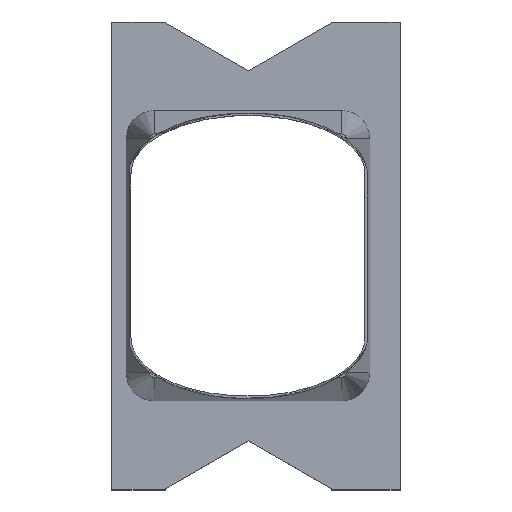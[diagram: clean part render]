
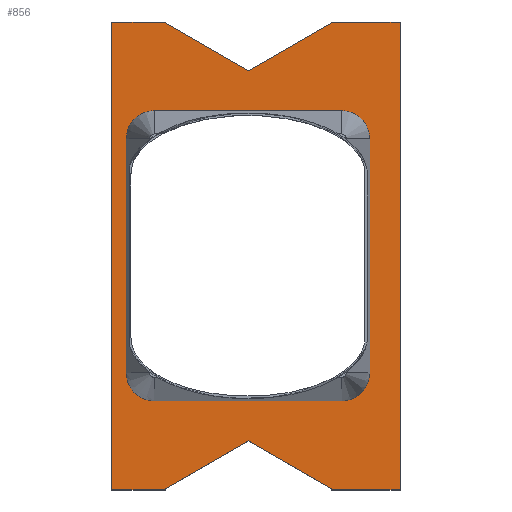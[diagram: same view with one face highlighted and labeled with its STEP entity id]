
A CAD part, top view. The second image highlights one B-rep face of the part: STEP entity #856.
In plain terms, the highlighted planar face has unit normal (0, 0, 1).
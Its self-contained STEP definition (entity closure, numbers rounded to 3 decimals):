
#21=FACE_BOUND('',#149,.T.);
#57=PLANE('',#927);
#101=FACE_OUTER_BOUND('',#148,.T.);
#148=EDGE_LOOP('',(#696,#697,#698,#699,#700,#701,#702,#703,#704,#705,#706,
#707,#708,#709,#710,#711));
#149=EDGE_LOOP('',(#712,#713,#714,#715,#716,#717,#718,#719));
#182=CIRCLE('',#911,1.2);
#183=CIRCLE('',#914,1.2);
#184=CIRCLE('',#922,1.2);
#185=CIRCLE('',#925,1.2);
#186=CIRCLE('',#928,8.5);
#211=LINE('',#1325,#305);
#215=LINE('',#1334,#309);
#224=LINE('',#1451,#318);
#227=LINE('',#1459,#321);
#228=LINE('',#1466,#322);
#229=LINE('',#1470,#323);
#230=LINE('',#1472,#324);
#231=LINE('',#1474,#325);
#232=LINE('',#1476,#326);
#233=LINE('',#1478,#327);
#234=LINE('',#1480,#328);
#235=LINE('',#1482,#329);
#236=LINE('',#1484,#330);
#237=LINE('',#1486,#331);
#238=LINE('',#1488,#332);
#239=LINE('',#1490,#333);
#240=LINE('',#1492,#334);
#241=LINE('',#1494,#335);
#242=LINE('',#1495,#336);
#305=VECTOR('',#1013,10.);
#309=VECTOR('',#1023,10.);
#318=VECTOR('',#1048,10.);
#321=VECTOR('',#1057,10.);
#322=VECTOR('',#1066,10.);
#323=VECTOR('',#1069,10.);
#324=VECTOR('',#1070,10.);
#325=VECTOR('',#1071,10.);
#326=VECTOR('',#1072,10.);
#327=VECTOR('',#1073,10.);
#328=VECTOR('',#1074,10.);
#329=VECTOR('',#1075,10.);
#330=VECTOR('',#1076,10.);
#331=VECTOR('',#1077,10.);
#332=VECTOR('',#1078,10.);
#333=VECTOR('',#1079,10.);
#334=VECTOR('',#1080,10.);
#335=VECTOR('',#1081,10.);
#336=VECTOR('',#1082,10.);
#404=VERTEX_POINT('',#1322);
#405=VERTEX_POINT('',#1324);
#406=VERTEX_POINT('',#1328);
#407=VERTEX_POINT('',#1332);
#408=VERTEX_POINT('',#1336);
#413=VERTEX_POINT('',#1449);
#414=VERTEX_POINT('',#1453);
#415=VERTEX_POINT('',#1457);
#416=VERTEX_POINT('',#1464);
#417=VERTEX_POINT('',#1465);
#418=VERTEX_POINT('',#1467);
#419=VERTEX_POINT('',#1469);
#420=VERTEX_POINT('',#1471);
#421=VERTEX_POINT('',#1473);
#422=VERTEX_POINT('',#1475);
#423=VERTEX_POINT('',#1477);
#424=VERTEX_POINT('',#1479);
#425=VERTEX_POINT('',#1481);
#426=VERTEX_POINT('',#1483);
#427=VERTEX_POINT('',#1485);
#428=VERTEX_POINT('',#1487);
#429=VERTEX_POINT('',#1489);
#430=VERTEX_POINT('',#1491);
#431=VERTEX_POINT('',#1493);
#493=EDGE_CURVE('',#405,#404,#211,.T.);
#496=EDGE_CURVE('',#404,#406,#182,.T.);
#498=EDGE_CURVE('',#406,#407,#215,.T.);
#500=EDGE_CURVE('',#407,#408,#183,.T.);
#514=EDGE_CURVE('',#408,#413,#224,.T.);
#516=EDGE_CURVE('',#413,#414,#184,.T.);
#518=EDGE_CURVE('',#414,#415,#227,.T.);
#519=EDGE_CURVE('',#415,#405,#185,.T.);
#520=EDGE_CURVE('',#416,#417,#228,.T.);
#521=EDGE_CURVE('',#416,#418,#186,.T.);
#522=EDGE_CURVE('',#419,#418,#229,.T.);
#523=EDGE_CURVE('',#420,#419,#230,.T.);
#524=EDGE_CURVE('',#421,#420,#231,.T.);
#525=EDGE_CURVE('',#422,#421,#232,.T.);
#526=EDGE_CURVE('',#423,#422,#233,.T.);
#527=EDGE_CURVE('',#424,#423,#234,.T.);
#528=EDGE_CURVE('',#425,#424,#235,.T.);
#529=EDGE_CURVE('',#426,#425,#236,.T.);
#530=EDGE_CURVE('',#427,#426,#237,.T.);
#531=EDGE_CURVE('',#428,#427,#238,.T.);
#532=EDGE_CURVE('',#429,#428,#239,.T.);
#533=EDGE_CURVE('',#430,#429,#240,.T.);
#534=EDGE_CURVE('',#431,#430,#241,.T.);
#535=EDGE_CURVE('',#417,#431,#242,.T.);
#696=ORIENTED_EDGE('',*,*,#520,.F.);
#697=ORIENTED_EDGE('',*,*,#521,.T.);
#698=ORIENTED_EDGE('',*,*,#522,.F.);
#699=ORIENTED_EDGE('',*,*,#523,.F.);
#700=ORIENTED_EDGE('',*,*,#524,.F.);
#701=ORIENTED_EDGE('',*,*,#525,.F.);
#702=ORIENTED_EDGE('',*,*,#526,.F.);
#703=ORIENTED_EDGE('',*,*,#527,.F.);
#704=ORIENTED_EDGE('',*,*,#528,.F.);
#705=ORIENTED_EDGE('',*,*,#529,.F.);
#706=ORIENTED_EDGE('',*,*,#530,.F.);
#707=ORIENTED_EDGE('',*,*,#531,.F.);
#708=ORIENTED_EDGE('',*,*,#532,.F.);
#709=ORIENTED_EDGE('',*,*,#533,.F.);
#710=ORIENTED_EDGE('',*,*,#534,.F.);
#711=ORIENTED_EDGE('',*,*,#535,.F.);
#712=ORIENTED_EDGE('',*,*,#498,.T.);
#713=ORIENTED_EDGE('',*,*,#500,.T.);
#714=ORIENTED_EDGE('',*,*,#514,.T.);
#715=ORIENTED_EDGE('',*,*,#516,.T.);
#716=ORIENTED_EDGE('',*,*,#518,.T.);
#717=ORIENTED_EDGE('',*,*,#519,.T.);
#718=ORIENTED_EDGE('',*,*,#493,.T.);
#719=ORIENTED_EDGE('',*,*,#496,.T.);
#856=ADVANCED_FACE('',(#101,#21),#57,.F.);
#911=AXIS2_PLACEMENT_3D('',#1330,#1018,#1019);
#914=AXIS2_PLACEMENT_3D('',#1338,#1027,#1028);
#922=AXIS2_PLACEMENT_3D('',#1455,#1052,#1053);
#925=AXIS2_PLACEMENT_3D('',#1461,#1060,#1061);
#927=AXIS2_PLACEMENT_3D('',#1463,#1064,#1065);
#928=AXIS2_PLACEMENT_3D('',#1468,#1067,#1068);
#1013=DIRECTION('',(0.,1.,0.));
#1018=DIRECTION('center_axis',(0.,0.,-1.));
#1019=DIRECTION('ref_axis',(-1.,0.,0.));
#1023=DIRECTION('',(1.,0.,0.));
#1027=DIRECTION('center_axis',(0.,0.,-1.));
#1028=DIRECTION('ref_axis',(0.,1.,0.));
#1048=DIRECTION('',(0.,-1.,0.));
#1052=DIRECTION('center_axis',(0.,0.,-1.));
#1053=DIRECTION('ref_axis',(1.,0.,0.));
#1057=DIRECTION('',(-1.,0.,0.));
#1060=DIRECTION('center_axis',(0.,0.,-1.));
#1061=DIRECTION('ref_axis',(0.,-1.,0.));
#1064=DIRECTION('center_axis',(0.,0.,-1.));
#1065=DIRECTION('ref_axis',(1.,0.,0.));
#1066=DIRECTION('',(0.,1.,0.));
#1067=DIRECTION('center_axis',(0.,0.,-1.));
#1068=DIRECTION('ref_axis',(1.,0.004,0.));
#1069=DIRECTION('',(0.,1.,0.));
#1070=DIRECTION('',(-1.,0.,0.));
#1071=DIRECTION('',(0.,-1.,0.));
#1072=DIRECTION('',(-0.866,-0.5,0.));
#1073=DIRECTION('',(-0.866,0.5,0.));
#1074=DIRECTION('',(0.,1.,0.));
#1075=DIRECTION('',(-1.,0.,0.));
#1076=DIRECTION('',(0.,-1.,0.));
#1077=DIRECTION('',(1.,0.,0.));
#1078=DIRECTION('',(0.,1.,0.));
#1079=DIRECTION('',(0.866,0.5,0.));
#1080=DIRECTION('',(0.866,-0.5,0.));
#1081=DIRECTION('',(0.,-1.,0.));
#1082=DIRECTION('',(1.,0.,0.));
#1322=CARTESIAN_POINT('',(-5.2,5.,-29.55));
#1324=CARTESIAN_POINT('',(-5.2,-5.,-29.55));
#1325=CARTESIAN_POINT('',(-5.2,2.498,-29.55));
#1328=CARTESIAN_POINT('',(-4.,6.2,-29.55));
#1330=CARTESIAN_POINT('Origin',(-4.,5.,-29.55));
#1332=CARTESIAN_POINT('',(4.,6.2,-29.55));
#1334=CARTESIAN_POINT('',(2.172,6.2,-29.55));
#1336=CARTESIAN_POINT('',(5.2,5.,-29.55));
#1338=CARTESIAN_POINT('Origin',(4.,5.,-29.55));
#1449=CARTESIAN_POINT('',(5.2,-5.,-29.55));
#1451=CARTESIAN_POINT('',(5.2,-2.502,-29.55));
#1453=CARTESIAN_POINT('',(4.,-6.2,-29.55));
#1455=CARTESIAN_POINT('Origin',(4.,-5.,-29.55));
#1457=CARTESIAN_POINT('',(-4.,-6.2,-29.55));
#1459=CARTESIAN_POINT('',(-1.828,-6.2,-29.55));
#1461=CARTESIAN_POINT('Origin',(-4.,-5.,-29.55));
#1463=CARTESIAN_POINT('Origin',(0.343,-0.004,
-29.55));
#1464=CARTESIAN_POINT('',(-5.814,0.03,-29.55));
#1465=CARTESIAN_POINT('',(-5.814,9.992,-29.55));
#1466=CARTESIAN_POINT('',(-5.814,0.03,-29.55));
#1467=CARTESIAN_POINT('',(-5.814,-0.034,-29.55));
#1468=CARTESIAN_POINT('Origin',(-14.314,-0.002,
-29.55));
#1469=CARTESIAN_POINT('',(-5.814,-10.,-29.55));
#1470=CARTESIAN_POINT('',(-5.814,-10.,-29.55));
#1471=CARTESIAN_POINT('',(-3.538,-10.,-29.55));
#1472=CARTESIAN_POINT('',(-3.538,-10.,-29.55));
#1473=CARTESIAN_POINT('',(-3.538,-9.952,-29.55));
#1474=CARTESIAN_POINT('',(-3.538,-9.952,-29.55));
#1475=CARTESIAN_POINT('',(0.013,-7.902,-29.55));
#1476=CARTESIAN_POINT('',(0.013,-7.902,-29.55));
#1477=CARTESIAN_POINT('',(3.564,-9.952,-29.55));
#1478=CARTESIAN_POINT('',(3.564,-9.952,-29.55));
#1479=CARTESIAN_POINT('',(3.564,-10.,-29.55));
#1480=CARTESIAN_POINT('',(3.564,-10.,-29.55));
#1481=CARTESIAN_POINT('',(6.5,-10.,-29.55));
#1482=CARTESIAN_POINT('',(6.5,-10.,-29.55));
#1483=CARTESIAN_POINT('',(6.5,9.992,-29.55));
#1484=CARTESIAN_POINT('',(6.5,9.992,-29.55));
#1485=CARTESIAN_POINT('',(3.564,9.992,-29.55));
#1486=CARTESIAN_POINT('',(3.564,9.992,-29.55));
#1487=CARTESIAN_POINT('',(3.564,9.953,-29.55));
#1488=CARTESIAN_POINT('',(3.564,9.953,-29.55));
#1489=CARTESIAN_POINT('',(0.013,7.903,-29.55));
#1490=CARTESIAN_POINT('',(0.013,7.903,-29.55));
#1491=CARTESIAN_POINT('',(-3.538,9.953,-29.55));
#1492=CARTESIAN_POINT('',(-3.538,9.953,-29.55));
#1493=CARTESIAN_POINT('',(-3.538,9.992,-29.55));
#1494=CARTESIAN_POINT('',(-3.538,9.992,-29.55));
#1495=CARTESIAN_POINT('',(-5.814,9.992,-29.55));
